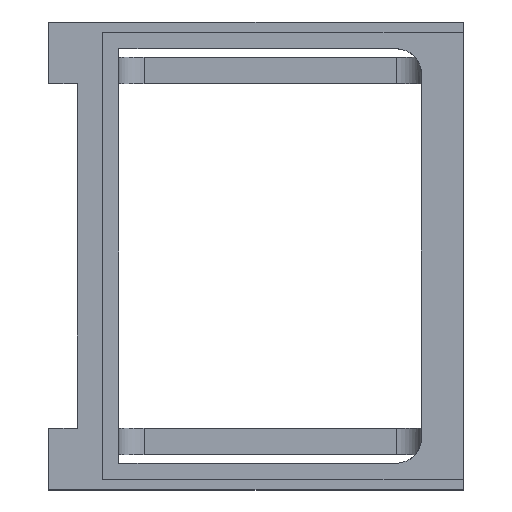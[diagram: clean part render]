
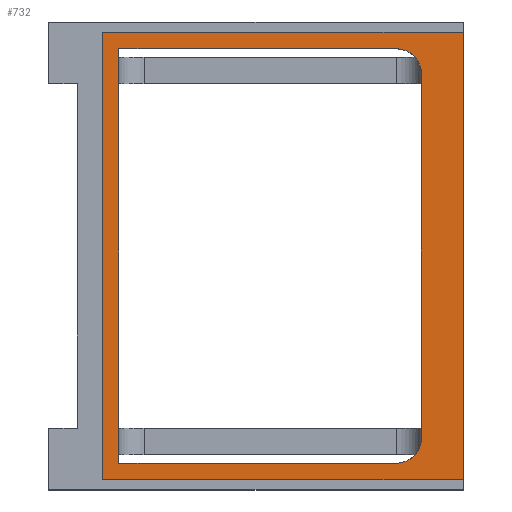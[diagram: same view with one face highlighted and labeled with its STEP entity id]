
A CAD part, top view. The second image highlights one B-rep face of the part: STEP entity #732.
In plain terms, the highlighted planar face has unit normal (0, 0, 1).
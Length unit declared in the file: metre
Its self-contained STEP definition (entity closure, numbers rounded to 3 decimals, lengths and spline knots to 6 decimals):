
#27=CIRCLE('',#772,0.0015);
#28=CIRCLE('',#776,0.0015);
#174=ORIENTED_EDGE('',*,*,#302,.T.);
#175=ORIENTED_EDGE('',*,*,#299,.F.);
#176=ORIENTED_EDGE('',*,*,#318,.T.);
#177=ORIENTED_EDGE('',*,*,#294,.F.);
#178=ORIENTED_EDGE('',*,*,#337,.T.);
#179=ORIENTED_EDGE('',*,*,#327,.T.);
#180=ORIENTED_EDGE('',*,*,#338,.F.);
#181=ORIENTED_EDGE('',*,*,#339,.F.);
#182=ORIENTED_EDGE('',*,*,#340,.F.);
#183=ORIENTED_EDGE('',*,*,#310,.F.);
#294=EDGE_CURVE('',#395,#396,#27,.T.);
#299=EDGE_CURVE('',#399,#400,#28,.T.);
#302=EDGE_CURVE('',#402,#400,#470,.T.);
#310=EDGE_CURVE('',#408,#409,#478,.T.);
#318=EDGE_CURVE('',#399,#396,#486,.T.);
#327=EDGE_CURVE('',#416,#402,#495,.T.);
#337=EDGE_CURVE('',#395,#416,#503,.T.);
#338=EDGE_CURVE('',#420,#408,#504,.T.);
#339=EDGE_CURVE('',#421,#420,#505,.T.);
#340=EDGE_CURVE('',#409,#421,#506,.T.);
#395=VERTEX_POINT('',#1088);
#396=VERTEX_POINT('',#1090);
#399=VERTEX_POINT('',#1098);
#400=VERTEX_POINT('',#1100);
#402=VERTEX_POINT('',#1106);
#408=VERTEX_POINT('',#1120);
#409=VERTEX_POINT('',#1122);
#416=VERTEX_POINT('',#1150);
#420=VERTEX_POINT('',#1172);
#421=VERTEX_POINT('',#1174);
#470=LINE('',#1105,#564);
#478=LINE('',#1121,#572);
#486=LINE('',#1135,#580);
#495=LINE('',#1149,#589);
#503=LINE('',#1170,#597);
#504=LINE('',#1171,#598);
#505=LINE('',#1173,#599);
#506=LINE('',#1175,#600);
#564=VECTOR('',#892,1.);
#572=VECTOR('',#902,1.);
#580=VECTOR('',#914,1.);
#589=VECTOR('',#927,1.);
#597=VECTOR('',#953,1.);
#598=VECTOR('',#954,1.);
#599=VECTOR('',#955,1.);
#600=VECTOR('',#956,1.);
#637=EDGE_LOOP('',(#174,#175,#176,#177,#178,#179));
#638=EDGE_LOOP('',(#180,#181,#182,#183));
#671=FACE_BOUND('',#637,.T.);
#672=FACE_BOUND('',#638,.T.);
#699=PLANE('',#792);
#732=ADVANCED_FACE('',(#671,#672),#699,.T.);
#772=AXIS2_PLACEMENT_3D('',#1089,#875,#876);
#776=AXIS2_PLACEMENT_3D('',#1099,#885,#886);
#792=AXIS2_PLACEMENT_3D('',#1169,#951,#952);
#875=DIRECTION('',(0.,0.,1.));
#876=DIRECTION('',(0.707,-0.707,0.));
#885=DIRECTION('',(0.,0.,1.));
#886=DIRECTION('',(0.707,0.707,0.));
#892=DIRECTION('',(1.,0.,0.));
#902=DIRECTION('',(0.,-1.,0.));
#914=DIRECTION('',(0.,-1.,0.));
#927=DIRECTION('',(0.,1.,0.));
#951=DIRECTION('',(0.,0.,1.));
#952=DIRECTION('',(1.,0.,0.));
#953=DIRECTION('',(-1.,0.,0.));
#954=DIRECTION('',(1.,0.,0.));
#955=DIRECTION('',(0.,1.,0.));
#956=DIRECTION('',(-1.,0.,0.));
#1088=CARTESIAN_POINT('',(-0.0129,0.0226,-0.0265));
#1089=CARTESIAN_POINT('',(-0.0129,0.0241,-0.0265));
#1090=CARTESIAN_POINT('',(-0.0114,0.0241,-0.0265));
#1098=CARTESIAN_POINT('',(-0.0114,0.0459,-0.0265));
#1099=CARTESIAN_POINT('',(-0.0129,0.0459,-0.0265));
#1100=CARTESIAN_POINT('',(-0.0129,0.0474,-0.0265));
#1105=CARTESIAN_POINT('',(-0.0305,0.0474,-0.0265));
#1106=CARTESIAN_POINT('',(-0.0295,0.0474,-0.0265));
#1120=CARTESIAN_POINT('',(-0.0089,0.0484,-0.0265));
#1121=CARTESIAN_POINT('',(-0.0089,0.0213,-0.0265));
#1122=CARTESIAN_POINT('',(-0.0089,0.0216,-0.0265));
#1135=CARTESIAN_POINT('',(-0.0114,0.0484,-0.0265));
#1149=CARTESIAN_POINT('',(-0.0295,0.0484,-0.0265));
#1150=CARTESIAN_POINT('',(-0.0295,0.0226,-0.0265));
#1169=CARTESIAN_POINT('',(-0.02045,0.035,-0.0265));
#1170=CARTESIAN_POINT('',(-0.0305,0.0226,-0.0265));
#1171=CARTESIAN_POINT('',(-0.032,0.0484,-0.0265));
#1172=CARTESIAN_POINT('',(-0.0305,0.0484,-0.0265));
#1173=CARTESIAN_POINT('',(-0.0305,0.049,-0.0265));
#1174=CARTESIAN_POINT('',(-0.0305,0.0216,-0.0265));
#1175=CARTESIAN_POINT('',(-0.032,0.0216,-0.0265));
